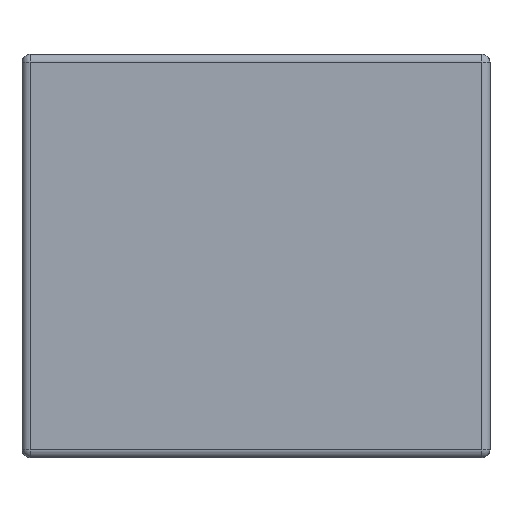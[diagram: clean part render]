
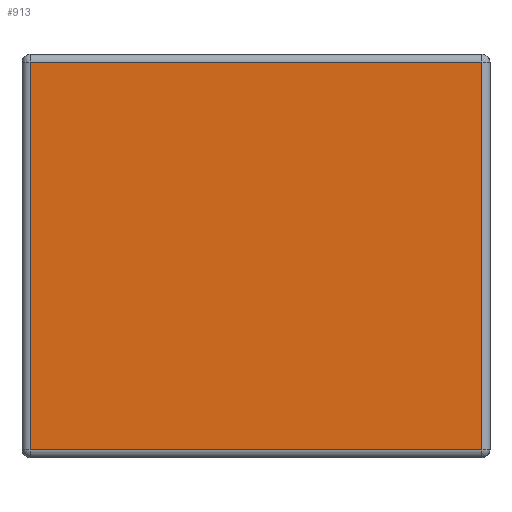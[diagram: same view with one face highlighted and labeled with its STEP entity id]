
A CAD part, left-side view. The second image highlights one B-rep face of the part: STEP entity #913.
In plain terms, the highlighted planar face has unit normal (-1, 0, 0).
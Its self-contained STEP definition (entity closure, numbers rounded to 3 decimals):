
#8 = ORIENTED_EDGE ( 'NONE', *, *, #109, .T. ) ;
#22 = AXIS2_PLACEMENT_3D ( 'NONE', #162, #605, #955 ) ;
#70 = VERTEX_POINT ( 'NONE', #470 ) ;
#109 = EDGE_CURVE ( 'NONE', #70, #334, #583, .T. ) ;
#114 = DIRECTION ( 'NONE',  ( 0., 1., 0. ) ) ;
#139 = LINE ( 'NONE', #328, #692 ) ;
#140 = DIRECTION ( 'NONE',  ( 0., 0., -1. ) ) ;
#162 = CARTESIAN_POINT ( 'NONE',  ( -1., 1.45, 0.625 ) ) ;
#307 = EDGE_CURVE ( 'NONE', #334, #356, #555, .T. ) ;
#328 = CARTESIAN_POINT ( 'NONE',  ( -1., 0.025, 0.625 ) ) ;
#334 = VERTEX_POINT ( 'NONE', #477 ) ;
#336 = ORIENTED_EDGE ( 'NONE', *, *, #619, .T. ) ;
#356 = VERTEX_POINT ( 'NONE', #457 ) ;
#359 = CARTESIAN_POINT ( 'NONE',  ( -1., 0.025, 0.6 ) ) ;
#364 = CARTESIAN_POINT ( 'NONE',  ( -1., 1.45, -0.6 ) ) ;
#429 = VECTOR ( 'NONE', #722, 1000. ) ;
#441 = PLANE ( 'NONE',  #22 ) ;
#457 = CARTESIAN_POINT ( 'NONE',  ( -1., 0.025, -0.6 ) ) ;
#470 = CARTESIAN_POINT ( 'NONE',  ( -1., 1.425, 0.6 ) ) ;
#476 = EDGE_CURVE ( 'NONE', #356, #694, #139, .T. ) ;
#477 = CARTESIAN_POINT ( 'NONE',  ( -1., 1.425, -0.6 ) ) ;
#491 = EDGE_LOOP ( 'NONE', ( #8, #852, #518, #336 ) ) ;
#518 = ORIENTED_EDGE ( 'NONE', *, *, #476, .T. ) ;
#555 = LINE ( 'NONE', #364, #429 ) ;
#583 = LINE ( 'NONE', #667, #952 ) ;
#605 = DIRECTION ( 'NONE',  ( 1., 0., 0. ) ) ;
#619 = EDGE_CURVE ( 'NONE', #694, #70, #812, .T. ) ;
#667 = CARTESIAN_POINT ( 'NONE',  ( -1., 1.425, 0.625 ) ) ;
#674 = DIRECTION ( 'NONE',  ( 0., 0., 1. ) ) ;
#692 = VECTOR ( 'NONE', #674, 1000. ) ;
#694 = VERTEX_POINT ( 'NONE', #359 ) ;
#722 = DIRECTION ( 'NONE',  ( 0., -1., 0. ) ) ;
#812 = LINE ( 'NONE', #985, #1093 ) ;
#852 = ORIENTED_EDGE ( 'NONE', *, *, #307, .T. ) ;
#864 = FACE_OUTER_BOUND ( 'NONE', #491, .T. ) ;
#913 = ADVANCED_FACE ( 'NONE', ( #864 ), #441, .F. ) ;
#952 = VECTOR ( 'NONE', #140, 1000. ) ;
#955 = DIRECTION ( 'NONE',  ( 0., 0., -1. ) ) ;
#985 = CARTESIAN_POINT ( 'NONE',  ( -1., 1.45, 0.6 ) ) ;
#1093 = VECTOR ( 'NONE', #114, 1000. ) ;
